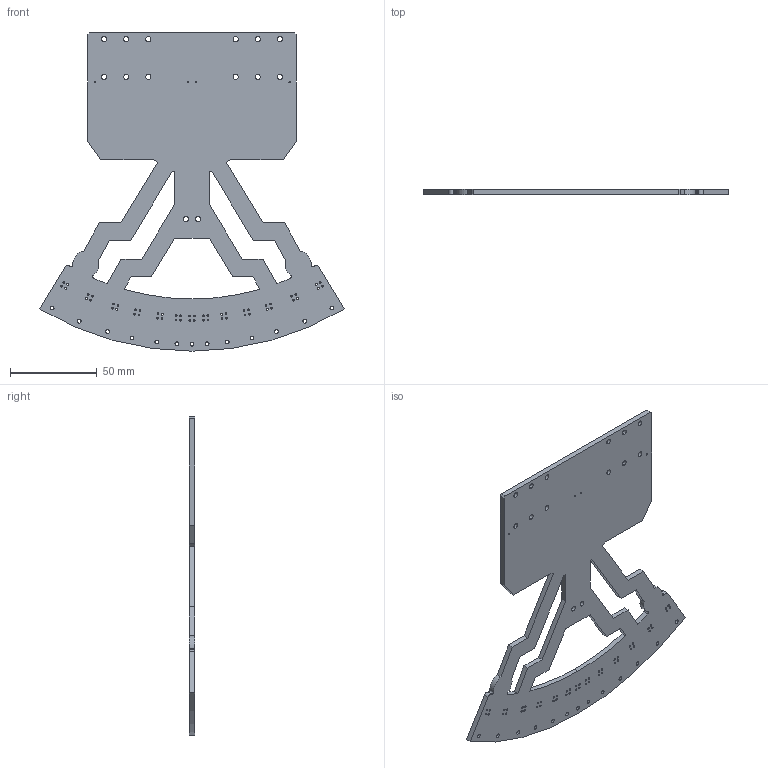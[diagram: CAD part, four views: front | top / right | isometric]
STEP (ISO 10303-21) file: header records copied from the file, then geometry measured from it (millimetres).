
FILE_DESCRIPTION (( 'STEP AP214' ), '1' );
FILE_NAME ('Base_Plate_3.STEP', '2024-09-30T21:35:33', ( '' ), ( '' ), 'SwSTEP 2.0', 'SolidWorks 2023', '' );
FILE_SCHEMA (( 'AUTOMOTIVE_DESIGN' ));
Length unit declared in the file: millimetre
Products named in the file (1): Base_Plate_3
Bounding box: 175 x 3 x 183 mm (x, y, z)
Volume: 52045.2 mm3; surface area: 39775.9 mm2
Topology: 1 solids, 1 shells, 230 faces, 684 edges, 456 vertices
Faces by surface type: cylinder 186, plane 44
Entity records: 8287 total; most frequent: DIRECTION 1518, CARTESIAN_POINT 1371, ORIENTED_EDGE 1368, EDGE_CURVE 684, AXIS2_PLACEMENT_3D 603, VERTEX_POINT 456, EDGE_LOOP 402, CIRCLE 372
